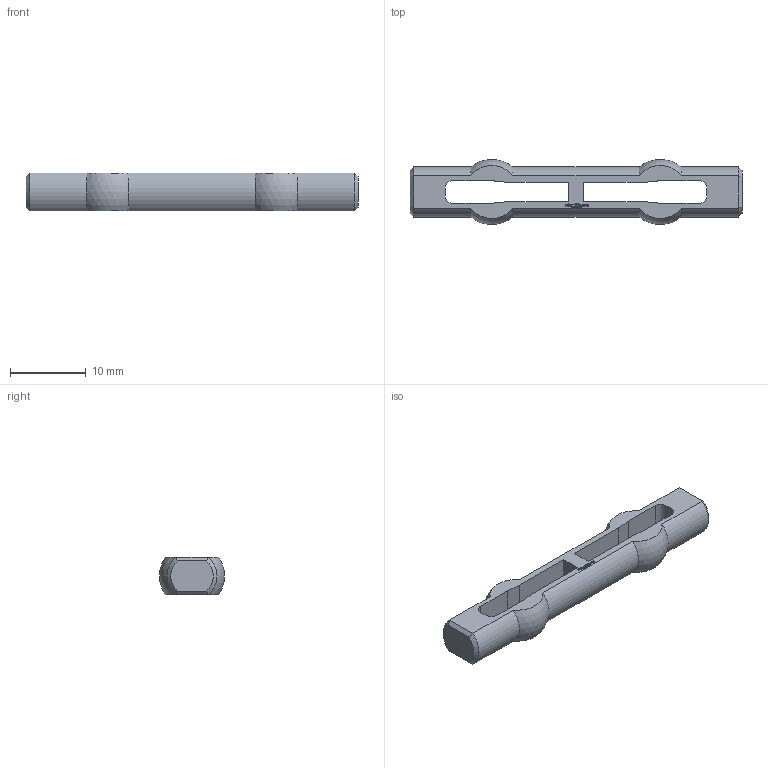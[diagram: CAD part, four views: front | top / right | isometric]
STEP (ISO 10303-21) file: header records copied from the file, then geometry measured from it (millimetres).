
FILE_DESCRIPTION(('FreeCAD Model'),'2;1');
FILE_NAME('Open CASCADE Shape Model','2022-07-07T22:51:06',(''),(''), 'Open CASCADE STEP processor 7.5','FreeCAD','Unknown');
FILE_SCHEMA(('AUTOMOTIVE_DESIGN { 1 0 10303 214 1 1 1 1 }'));
Length unit declared in the file: millimetre
Products named in the file (1): Pin SPP INR LCT BDR BU04.00x00.25 - SPN-PIN-0141
Bounding box: 43.75 x 8.54 x 5 mm (x, y, z)
Volume: 922.3 mm3; surface area: 1161.2 mm2
Topology: 1 solids, 1 shells, 459 faces, 1279 edges, 850 vertices
Faces by surface type: plane 358, bspline 83, cylinder 10, cone 4, sphere 4
Entity records: 32294 total; most frequent: CARTESIAN_POINT 7708, DIRECTION 4081, LINE 3255, VECTOR 3255, ORIENTED_EDGE 2558, PCURVE 2558, DEFINITIONAL_REPRESENTATION 2558, EDGE_CURVE 1279
